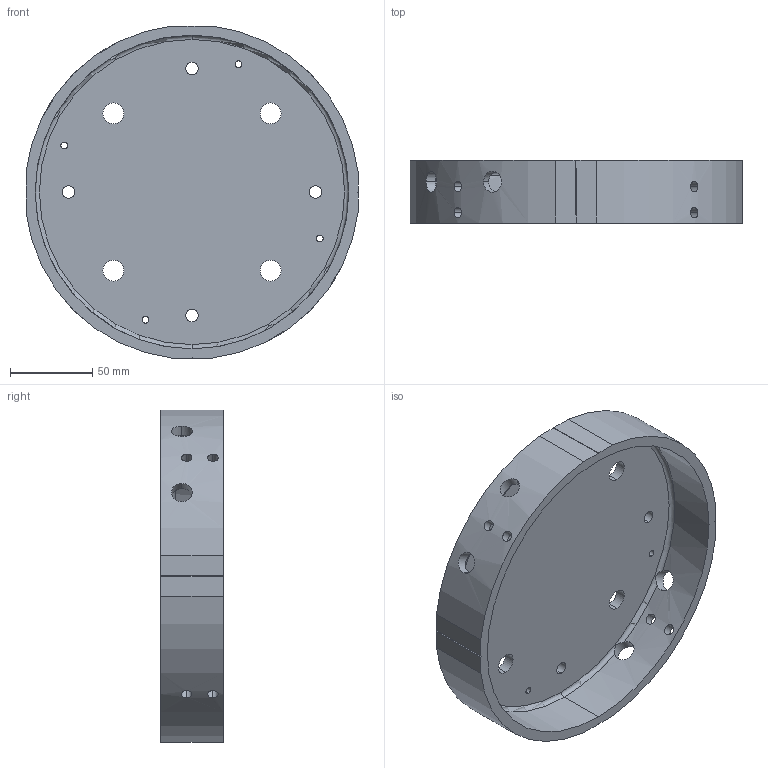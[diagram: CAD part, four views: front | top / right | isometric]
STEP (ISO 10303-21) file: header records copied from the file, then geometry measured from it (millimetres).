
FILE_DESCRIPTION (( 'STEP AP214' ), '1' );
FILE_NAME ('D0902542-v2_AdvLIGO_SUS_HSTS_Magnet Placement Fixture Ring.STEP', '2011-11-29T15:45:43', ( '' ), ( '' ), 'SwSTEP 2.0', 'SolidWorks 2012', '' );
FILE_SCHEMA (( 'AUTOMOTIVE_DESIGN' ));
Length unit declared in the file: inch
Products named in the file (1): D0902542-v2_AdvLIGO_SUS_HSTS_Magnet Placement Fixture Ring
Bounding box: 201.68 x 38.1 x 201.68 mm (x, y, z)
Volume: 319785.8 mm3; surface area: 108702 mm2
Topology: 1 solids, 1 shells, 86 faces, 268 edges, 178 vertices
Faces by surface type: cylinder 54, plane 22, cone 8, torus 2
Entity records: 4764 total; most frequent: CARTESIAN_POINT 2313, ORIENTED_EDGE 536, DIRECTION 450, EDGE_CURVE 268, VERTEX_POINT 178, AXIS2_PLACEMENT_3D 171, EDGE_LOOP 128, LINE 108
